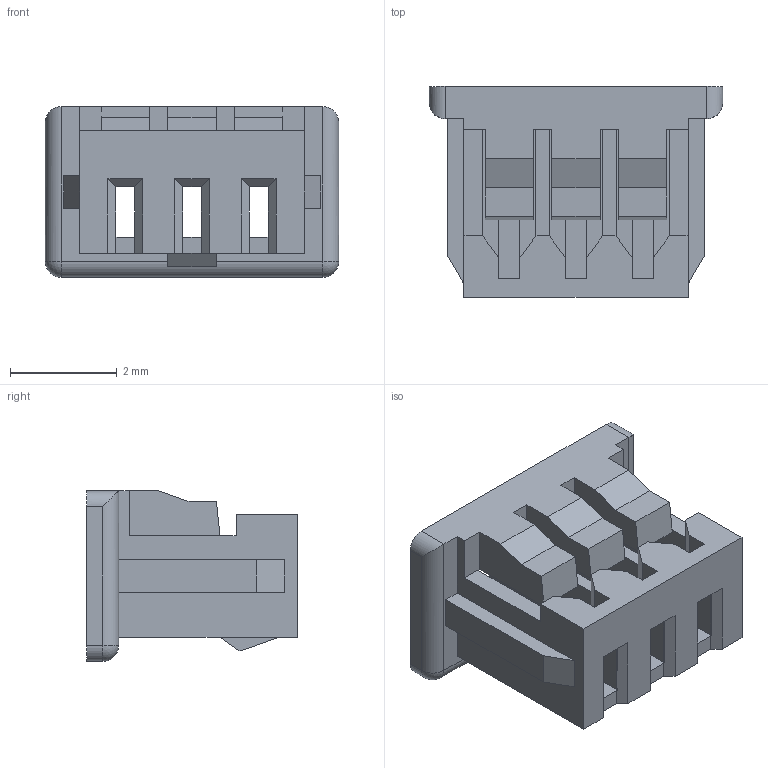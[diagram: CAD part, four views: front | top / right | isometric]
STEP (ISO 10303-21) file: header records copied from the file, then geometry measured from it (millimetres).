
FILE_DESCRIPTION(('FreeCAD Model'),'2;1');
FILE_NAME('510210300.step','2016-05-20T02:32:14',( 'Author'),(''),'Open CASCADE STEP processor 6.8','FreeCAD','Unknown' );
FILE_SCHEMA(('AUTOMOTIVE_DESIGN_CC2 { 1 2 10303 214 -1 1 5 4 }'));
Length unit declared in the file: millimetre
Products named in the file (2): ASSEMBLY; 510210300
Assembly tree (1 placements, depth 2):
  ASSEMBLY
    510210300
Bounding box: 5.5 x 3.95 x 3.2 mm (x, y, z)
Volume: 27.5 mm3; surface area: 149.5 mm2
Topology: 1 solids, 1 shells, 162 faces, 436 edges, 268 vertices
Faces by surface type: plane 153, cylinder 7, sphere 2
Entity records: 11473 total; most frequent: CARTESIAN_POINT 2668, DIRECTION 1610, LINE 1258, VECTOR 1258, ORIENTED_EDGE 872, PCURVE 872, DEFINITIONAL_REPRESENTATION 872, EDGE_CURVE 436
